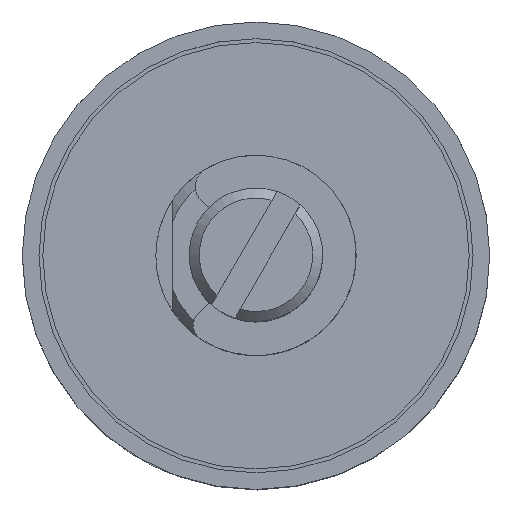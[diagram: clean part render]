
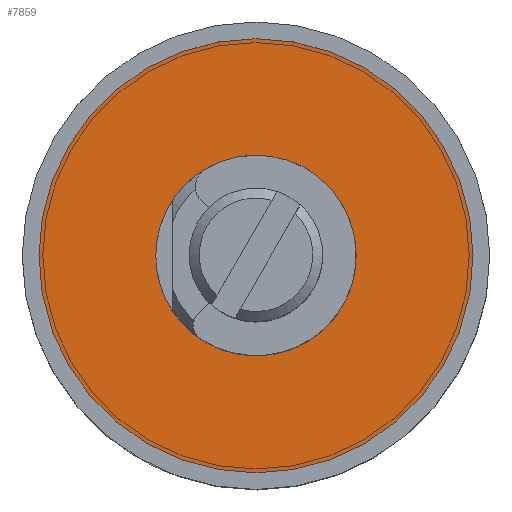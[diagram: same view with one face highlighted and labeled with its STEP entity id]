
A CAD part, top view. The second image highlights one B-rep face of the part: STEP entity #7859.
In plain terms, the highlighted planar face has unit normal (0, 0, 1).
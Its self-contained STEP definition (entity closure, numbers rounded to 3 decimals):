
#1 = AXIS2_PLACEMENT_3D ( 'NONE', #7399, #8787, #5959 ) ;
#358 = CIRCLE ( 'NONE', #670, 3. ) ;
#580 = CARTESIAN_POINT ( 'NONE',  ( 3., 0., 0.5 ) ) ;
#670 = AXIS2_PLACEMENT_3D ( 'NONE', #5683, #2635, #7716 ) ;
#1171 = EDGE_LOOP ( 'NONE', ( #1656 ) ) ;
#1516 = VERTEX_POINT ( 'NONE', #2146 ) ;
#1656 = ORIENTED_EDGE ( 'NONE', *, *, #8746, .T. ) ;
#1749 = VERTEX_POINT ( 'NONE', #4360 ) ;
#2146 = CARTESIAN_POINT ( 'NONE',  ( 6.5, 0., 0.5 ) ) ;
#2459 = FACE_BOUND ( 'NONE', #7706, .T. ) ;
#2635 = DIRECTION ( 'NONE',  ( 0., 0., -1. ) ) ;
#4360 = CARTESIAN_POINT ( 'NONE',  ( -3., 0., 0.5 ) ) ;
#5070 = FACE_OUTER_BOUND ( 'NONE', #1171, .T. ) ;
#5683 = CARTESIAN_POINT ( 'NONE',  ( 0., 0., 0.5 ) ) ;
#5697 = DIRECTION ( 'NONE',  ( 0., 0., 1. ) ) ;
#5959 = DIRECTION ( 'NONE',  ( 1., 0., 0. ) ) ;
#7399 = CARTESIAN_POINT ( 'NONE',  ( 0., 0., 0.5 ) ) ;
#7706 = EDGE_LOOP ( 'NONE', ( #8296 ) ) ;
#7716 = DIRECTION ( 'NONE',  ( -1., 0., 0. ) ) ;
#7859 = ADVANCED_FACE ( 'NONE', ( #2459, #5070 ), #8675, .T. ) ;
#8296 = ORIENTED_EDGE ( 'NONE', *, *, #8560, .T. ) ;
#8560 = EDGE_CURVE ( 'NONE', #1749, #1749, #358, .T. ) ;
#8632 = DIRECTION ( 'NONE',  ( 1., 0., 0. ) ) ;
#8675 = PLANE ( 'NONE',  #9239 ) ;
#8746 = EDGE_CURVE ( 'NONE', #1516, #1516, #9295, .T. ) ;
#8787 = DIRECTION ( 'NONE',  ( 0., 0., 1. ) ) ;
#9239 = AXIS2_PLACEMENT_3D ( 'NONE', #580, #5697, #8632 ) ;
#9295 = CIRCLE ( 'NONE', #1, 6.5 ) ;
